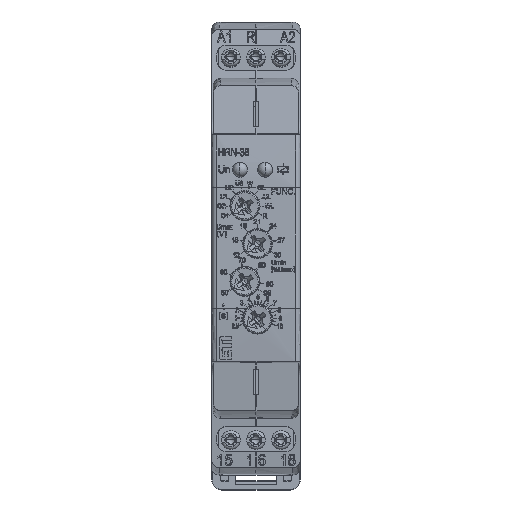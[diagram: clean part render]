
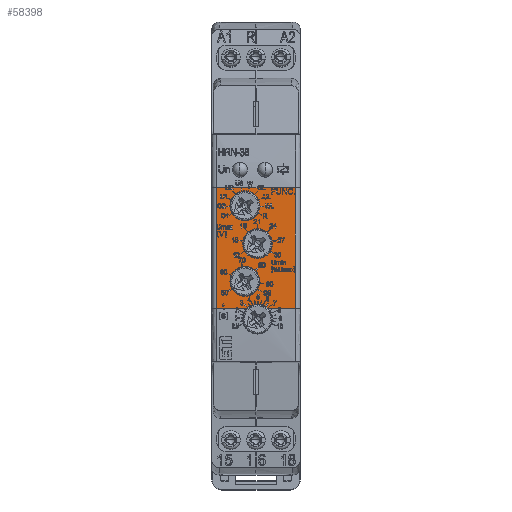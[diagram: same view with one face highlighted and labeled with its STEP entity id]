
A CAD part, top view. The second image highlights one B-rep face of the part: STEP entity #58398.
In plain terms, the highlighted planar face has unit normal (0, 0, 1).
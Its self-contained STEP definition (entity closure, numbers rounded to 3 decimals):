
#54931=CARTESIAN_POINT('',(2.407,-12.15,
32.466));
#54936=CARTESIAN_POINT('',(-1.807,-12.15,
32.466));
#56039=DIRECTION('',(0.,-1.,0.));
#56040=VECTOR('',#56039,24.);
#56041=CARTESIAN_POINT('',(7.8,11.85,32.466));
#56042=LINE('',#56041,#56040);
#56054=CARTESIAN_POINT('',(0.3,-14.25,
32.466));
#56055=DIRECTION('',(0.,0.,-1.));
#56056=DIRECTION('',(-0.708,0.706,0.));
#56057=AXIS2_PLACEMENT_3D('',#56054,#56055,#56056);
#56062=DIRECTION('',(1.,0.,0.));
#56063=VECTOR('',#56062,5.993);
#56064=CARTESIAN_POINT('',(-7.8,-12.15,
32.466));
#56065=LINE('',#56064,#56063);
#56069=DIRECTION('',(1.,0.,0.));
#56070=VECTOR('',#56069,5.393);
#56071=CARTESIAN_POINT('',(2.407,-12.15,
32.466));
#56072=LINE('',#56071,#56070);
#56076=CARTESIAN_POINT('',(0.3,-14.25,
32.466));
#56077=DIRECTION('',(0.,0.,-1.));
#56078=DIRECTION('',(0.,1.,0.));
#56079=AXIS2_PLACEMENT_3D('',#56076,#56077,#56078);
#56084=CARTESIAN_POINT('',(-2.2,-6.75,32.466));
#56085=DIRECTION('',(0.,0.,-1.));
#56086=DIRECTION('',(-1.,0.,0.));
#56087=AXIS2_PLACEMENT_3D('',#56084,#56085,#56086);
#56092=CARTESIAN_POINT('',(-2.2,-6.75,32.466));
#56093=DIRECTION('',(0.,0.,-1.));
#56094=DIRECTION('',(0.,-1.,0.));
#56095=AXIS2_PLACEMENT_3D('',#56092,#56093,#56094);
#56100=CARTESIAN_POINT('',(-2.2,-6.75,32.466));
#56101=DIRECTION('',(0.,0.,-1.));
#56102=DIRECTION('',(1.,0.,0.));
#56103=AXIS2_PLACEMENT_3D('',#56100,#56101,#56102);
#56108=CARTESIAN_POINT('',(-2.2,-6.75,32.466));
#56109=DIRECTION('',(0.,0.,-1.));
#56110=DIRECTION('',(0.,1.,0.));
#56111=AXIS2_PLACEMENT_3D('',#56108,#56109,#56110);
#56116=CARTESIAN_POINT('',(-2.2,8.25,32.466));
#56117=DIRECTION('',(0.,0.,-1.));
#56118=DIRECTION('',(-1.,0.,0.));
#56119=AXIS2_PLACEMENT_3D('',#56116,#56117,#56118);
#56124=CARTESIAN_POINT('',(-2.2,8.25,32.466));
#56125=DIRECTION('',(0.,0.,-1.));
#56126=DIRECTION('',(0.,-1.,0.));
#56127=AXIS2_PLACEMENT_3D('',#56124,#56125,#56126);
#56132=CARTESIAN_POINT('',(-2.2,8.25,32.466));
#56133=DIRECTION('',(0.,0.,-1.));
#56134=DIRECTION('',(1.,0.,0.));
#56135=AXIS2_PLACEMENT_3D('',#56132,#56133,#56134);
#56140=CARTESIAN_POINT('',(-2.2,8.25,32.466));
#56141=DIRECTION('',(0.,0.,-1.));
#56142=DIRECTION('',(0.,1.,0.));
#56143=AXIS2_PLACEMENT_3D('',#56140,#56141,#56142);
#56148=CARTESIAN_POINT('',(0.3,0.75,
32.466));
#56149=DIRECTION('',(0.,0.,-1.));
#56150=DIRECTION('',(1.,0.,0.));
#56151=AXIS2_PLACEMENT_3D('',#56148,#56149,#56150);
#56156=CARTESIAN_POINT('',(0.3,0.75,
32.466));
#56157=DIRECTION('',(0.,0.,-1.));
#56158=DIRECTION('',(0.,1.,0.));
#56159=AXIS2_PLACEMENT_3D('',#56156,#56157,#56158);
#56164=CARTESIAN_POINT('',(0.3,0.75,
32.466));
#56165=DIRECTION('',(0.,0.,-1.));
#56166=DIRECTION('',(-1.,0.,0.));
#56167=AXIS2_PLACEMENT_3D('',#56164,#56165,#56166);
#56172=CARTESIAN_POINT('',(0.3,0.75,
32.466));
#56173=DIRECTION('',(0.,0.,-1.));
#56174=DIRECTION('',(0.,-1.,0.));
#56175=AXIS2_PLACEMENT_3D('',#56172,#56173,#56174);
#56195=DIRECTION('',(0.,1.,0.));
#56196=VECTOR('',#56195,24.);
#56197=CARTESIAN_POINT('',(-7.8,-12.15,
32.466));
#56198=LINE('',#56197,#56196);
#56250=CARTESIAN_POINT('',(7.8,11.85,32.466));
#56262=DIRECTION('',(1.,0.,0.));
#56263=VECTOR('',#56262,15.6);
#56264=CARTESIAN_POINT('',(-7.8,11.85,
32.466));
#56265=LINE('',#56264,#56263);
#57050=CARTESIAN_POINT('',(-7.8,-12.15,
32.466));
#57051=VERTEX_POINT('',#57050);
#57052=CARTESIAN_POINT('',(-7.8,11.85,
32.466));
#57053=VERTEX_POINT('',#57052);
#57054=VERTEX_POINT('',#56250);
#57060=CARTESIAN_POINT('',(7.8,-12.15,
32.466));
#57061=VERTEX_POINT('',#57060);
#57065=VERTEX_POINT('',#54931);
#57068=VERTEX_POINT('',#54936);
#57087=CARTESIAN_POINT('',(0.3,-11.275,
32.466));
#57088=VERTEX_POINT('',#57087);
#57089=CARTESIAN_POINT('',(0.775,-6.75,
32.466));
#57090=CARTESIAN_POINT('',(-2.2,-9.725,32.466));
#57091=VERTEX_POINT('',#57089);
#57092=VERTEX_POINT('',#57090);
#57093=CARTESIAN_POINT('',(-5.175,-6.75,32.466));
#57094=VERTEX_POINT('',#57093);
#57095=CARTESIAN_POINT('',(-2.2,-3.775,32.466));
#57096=VERTEX_POINT('',#57095);
#57097=CARTESIAN_POINT('',(0.775,8.25,
32.466));
#57098=CARTESIAN_POINT('',(-2.2,5.275,32.466));
#57099=VERTEX_POINT('',#57097);
#57100=VERTEX_POINT('',#57098);
#57101=CARTESIAN_POINT('',(-5.175,8.25,32.466));
#57102=VERTEX_POINT('',#57101);
#57103=CARTESIAN_POINT('',(-2.2,11.225,32.466));
#57104=VERTEX_POINT('',#57103);
#57105=CARTESIAN_POINT('',(-2.675,0.75,32.466));
#57106=CARTESIAN_POINT('',(0.3,3.725,
32.466));
#57107=VERTEX_POINT('',#57105);
#57108=VERTEX_POINT('',#57106);
#57109=CARTESIAN_POINT('',(3.275,0.75,32.466));
#57110=VERTEX_POINT('',#57109);
#57111=CARTESIAN_POINT('',(0.3,-2.225,
32.466));
#57112=VERTEX_POINT('',#57111);
#58352=CARTESIAN_POINT('',(9.48,-14.67,
32.466));
#58353=DIRECTION('',(0.,0.,1.));
#58354=DIRECTION('',(1.,0.,0.));
#58355=AXIS2_PLACEMENT_3D('',#58352,#58353,#58354);
#58356=PLANE('',#58355);
#58357=ORIENTED_EDGE('',*,*,#57425,.F.);
#58358=ORIENTED_EDGE('',*,*,#57388,.F.);
#58360=ORIENTED_EDGE('',*,*,#58359,.T.);
#58362=ORIENTED_EDGE('',*,*,#58361,.T.);
#58363=ORIENTED_EDGE('',*,*,#58338,.T.);
#58364=ORIENTED_EDGE('',*,*,#57381,.F.);
#58365=ORIENTED_EDGE('',*,*,#57427,.F.);
#58366=EDGE_LOOP('',(#58357,#58358,#58360,#58362,#58363,#58364,#58365));
#58367=FACE_OUTER_BOUND('',#58366,.F.);
#58369=ORIENTED_EDGE('',*,*,#58368,.F.);
#58371=ORIENTED_EDGE('',*,*,#58370,.F.);
#58373=ORIENTED_EDGE('',*,*,#58372,.F.);
#58375=ORIENTED_EDGE('',*,*,#58374,.F.);
#58376=EDGE_LOOP('',(#58369,#58371,#58373,#58375));
#58377=FACE_BOUND('',#58376,.F.);
#58379=ORIENTED_EDGE('',*,*,#58378,.F.);
#58381=ORIENTED_EDGE('',*,*,#58380,.F.);
#58383=ORIENTED_EDGE('',*,*,#58382,.F.);
#58385=ORIENTED_EDGE('',*,*,#58384,.F.);
#58386=EDGE_LOOP('',(#58379,#58381,#58383,#58385));
#58387=FACE_BOUND('',#58386,.F.);
#58389=ORIENTED_EDGE('',*,*,#58388,.F.);
#58391=ORIENTED_EDGE('',*,*,#58390,.F.);
#58393=ORIENTED_EDGE('',*,*,#58392,.F.);
#58395=ORIENTED_EDGE('',*,*,#58394,.F.);
#58396=EDGE_LOOP('',(#58389,#58391,#58393,#58395));
#58397=FACE_BOUND('',#58396,.F.);
#56058=CIRCLE('',#56057,2.975);
#56080=CIRCLE('',#56079,2.975);
#56088=CIRCLE('',#56087,2.975);
#56096=CIRCLE('',#56095,2.975);
#56104=CIRCLE('',#56103,2.975);
#56112=CIRCLE('',#56111,2.975);
#56120=CIRCLE('',#56119,2.975);
#56128=CIRCLE('',#56127,2.975);
#56136=CIRCLE('',#56135,2.975);
#56144=CIRCLE('',#56143,2.975);
#56152=CIRCLE('',#56151,2.975);
#56160=CIRCLE('',#56159,2.975);
#56168=CIRCLE('',#56167,2.975);
#56176=CIRCLE('',#56175,2.975);
#57381=EDGE_CURVE('',#57065,#57061,#56072,.T.);
#57388=EDGE_CURVE('',#57051,#57068,#56065,.T.);
#57425=EDGE_CURVE('',#57068,#57088,#56058,.T.);
#57427=EDGE_CURVE('',#57088,#57065,#56080,.T.);
#58338=EDGE_CURVE('',#57054,#57061,#56042,.T.);
#58359=EDGE_CURVE('',#57051,#57053,#56198,.T.);
#58361=EDGE_CURVE('',#57053,#57054,#56265,.T.);
#58368=EDGE_CURVE('',#57094,#57096,#56088,.T.);
#58370=EDGE_CURVE('',#57092,#57094,#56096,.T.);
#58372=EDGE_CURVE('',#57091,#57092,#56104,.T.);
#58374=EDGE_CURVE('',#57096,#57091,#56112,.T.);
#58378=EDGE_CURVE('',#57102,#57104,#56120,.T.);
#58380=EDGE_CURVE('',#57100,#57102,#56128,.T.);
#58382=EDGE_CURVE('',#57099,#57100,#56136,.T.);
#58384=EDGE_CURVE('',#57104,#57099,#56144,.T.);
#58388=EDGE_CURVE('',#57110,#57112,#56152,.T.);
#58390=EDGE_CURVE('',#57108,#57110,#56160,.T.);
#58392=EDGE_CURVE('',#57107,#57108,#56168,.T.);
#58394=EDGE_CURVE('',#57112,#57107,#56176,.T.);
#58398=ADVANCED_FACE('',(#58367,#58377,#58387,#58397),#58356,.T.);
